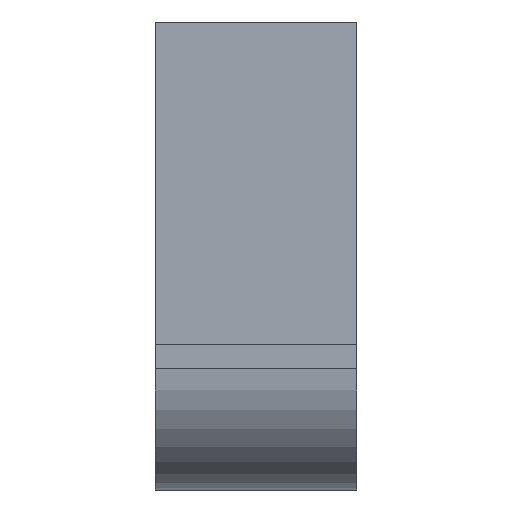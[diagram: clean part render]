
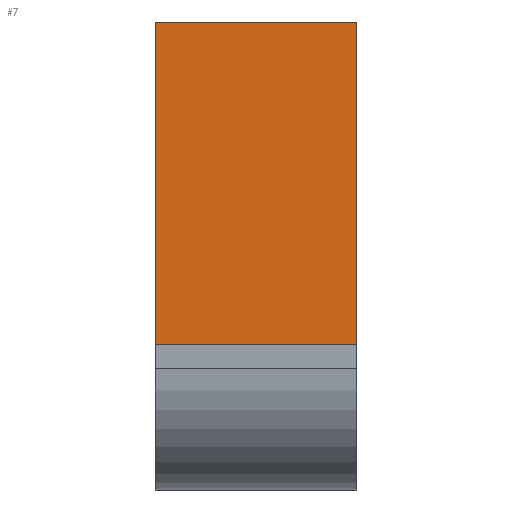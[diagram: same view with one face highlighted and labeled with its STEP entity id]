
A CAD part, left-side view. The second image highlights one B-rep face of the part: STEP entity #7.
In plain terms, the highlighted planar face has unit normal (-1, 0, 0).
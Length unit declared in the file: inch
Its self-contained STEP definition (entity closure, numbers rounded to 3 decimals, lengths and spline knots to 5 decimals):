
#6 = AXIS2_PLACEMENT_3D ( 'NONE', #565, #402, #53 ) ;
#7 = ADVANCED_FACE ( 'NONE', ( #633 ), #97, .F. ) ;
#46 = LINE ( 'NONE', #282, #350 ) ;
#53 = DIRECTION ( 'NONE',  ( 0., 0., -1. ) ) ;
#75 = CARTESIAN_POINT ( 'NONE',  ( 0., 0.125, -0.19499 ) ) ;
#76 = CARTESIAN_POINT ( 'NONE',  ( 0., 0., -0.19499 ) ) ;
#97 = PLANE ( 'NONE',  #6 ) ;
#129 = VERTEX_POINT ( 'NONE', #76 ) ;
#189 = VECTOR ( 'NONE', #728, 39.37008 ) ;
#205 = CARTESIAN_POINT ( 'NONE',  ( 0., 0.125, 0.00501 ) ) ;
#207 = EDGE_LOOP ( 'NONE', ( #620, #335, #343, #518 ) ) ;
#232 = VECTOR ( 'NONE', #460, 39.37008 ) ;
#259 = LINE ( 'NONE', #205, #189 ) ;
#282 = CARTESIAN_POINT ( 'NONE',  ( 0., 0., -0.28499 ) ) ;
#298 = EDGE_CURVE ( 'NONE', #129, #649, #46, .T. ) ;
#305 = EDGE_CURVE ( 'NONE', #508, #606, #503, .T. ) ;
#317 = EDGE_CURVE ( 'NONE', #508, #129, #618, .T. ) ;
#331 = CARTESIAN_POINT ( 'NONE',  ( 0., 0.125, -0.19499 ) ) ;
#335 = ORIENTED_EDGE ( 'NONE', *, *, #317, .T. ) ;
#343 = ORIENTED_EDGE ( 'NONE', *, *, #298, .T. ) ;
#350 = VECTOR ( 'NONE', #401, 39.37008 ) ;
#385 = CARTESIAN_POINT ( 'NONE',  ( 0., 0.125, 0.00501 ) ) ;
#401 = DIRECTION ( 'NONE',  ( 0., 0., 1. ) ) ;
#402 = DIRECTION ( 'NONE',  ( 1., 0., 0. ) ) ;
#443 = VECTOR ( 'NONE', #741, 39.37008 ) ;
#460 = DIRECTION ( 'NONE',  ( 0., -1., 0. ) ) ;
#461 = EDGE_CURVE ( 'NONE', #606, #649, #259, .T. ) ;
#493 = CARTESIAN_POINT ( 'NONE',  ( 0., 0.125, -0.28499 ) ) ;
#503 = LINE ( 'NONE', #493, #443 ) ;
#508 = VERTEX_POINT ( 'NONE', #75 ) ;
#518 = ORIENTED_EDGE ( 'NONE', *, *, #461, .F. ) ;
#524 = CARTESIAN_POINT ( 'NONE',  ( 0., 0., 0.00501 ) ) ;
#565 = CARTESIAN_POINT ( 'NONE',  ( 0., 0.125, -0.28499 ) ) ;
#606 = VERTEX_POINT ( 'NONE', #385 ) ;
#618 = LINE ( 'NONE', #331, #232 ) ;
#620 = ORIENTED_EDGE ( 'NONE', *, *, #305, .F. ) ;
#633 = FACE_OUTER_BOUND ( 'NONE', #207, .T. ) ;
#649 = VERTEX_POINT ( 'NONE', #524 ) ;
#728 = DIRECTION ( 'NONE',  ( 0., -1., 0. ) ) ;
#741 = DIRECTION ( 'NONE',  ( 0., 0., 1. ) ) ;
